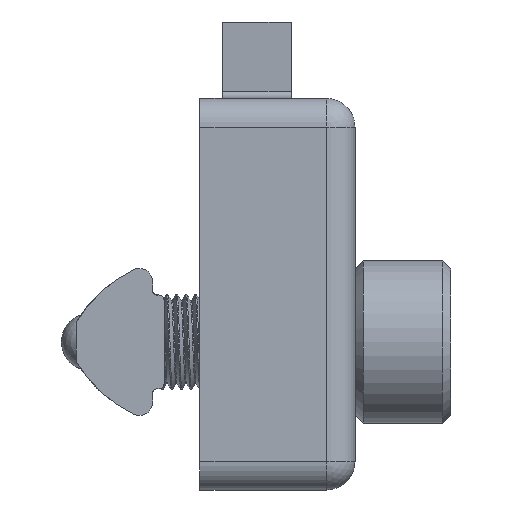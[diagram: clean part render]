
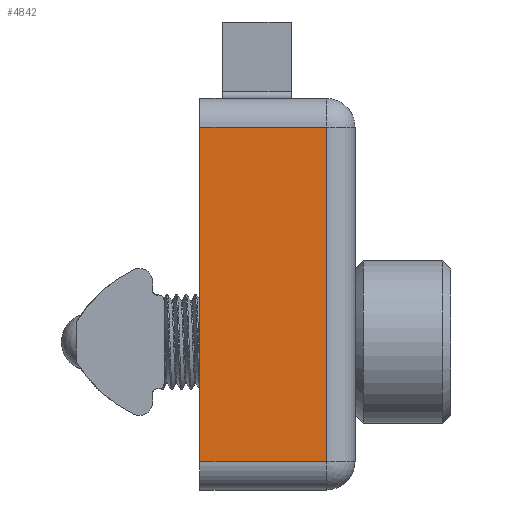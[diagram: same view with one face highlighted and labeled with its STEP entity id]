
A CAD part, front view. The second image highlights one B-rep face of the part: STEP entity #4842.
In plain terms, the highlighted planar face has unit normal (0, -1, 0).
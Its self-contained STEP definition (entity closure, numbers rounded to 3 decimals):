
#854=FACE_OUTER_BOUND('',#1132,.T.);
#1132=EDGE_LOOP('',(#4342,#4343,#4344,#4345));
#1481=LINE('',#16869,#1851);
#1500=LINE('',#17034,#1870);
#1501=LINE('',#17038,#1871);
#1502=LINE('',#17039,#1872);
#1851=VECTOR('',#6347,10.);
#1870=VECTOR('',#6420,10.);
#1871=VECTOR('',#6425,10.);
#1872=VECTOR('',#6426,10.);
#2323=VERTEX_POINT('',#16866);
#2324=VERTEX_POINT('',#16868);
#2343=VERTEX_POINT('',#17033);
#2344=VERTEX_POINT('',#17037);
#2980=EDGE_CURVE('',#2324,#2323,#1481,.F.);
#3016=EDGE_CURVE('',#2324,#2343,#1500,.T.);
#3018=EDGE_CURVE('',#2344,#2323,#1501,.T.);
#3019=EDGE_CURVE('',#2343,#2344,#1502,.T.);
#4342=ORIENTED_EDGE('',*,*,#3018,.F.);
#4343=ORIENTED_EDGE('',*,*,#3019,.F.);
#4344=ORIENTED_EDGE('',*,*,#3016,.F.);
#4345=ORIENTED_EDGE('',*,*,#2980,.T.);
#4599=PLANE('',#5335);
#4842=ADVANCED_FACE('',(#854),#4599,.F.);
#5335=AXIS2_PLACEMENT_3D('',#17036,#6423,#6424);
#6347=DIRECTION('',(0.,0.,1.));
#6420=DIRECTION('',(1.,0.,0.));
#6423=DIRECTION('center_axis',(0.,1.,0.));
#6424=DIRECTION('ref_axis',(0.,0.,-1.));
#6425=DIRECTION('',(-1.,0.,0.));
#6426=DIRECTION('',(0.,0.,-1.));
#16866=CARTESIAN_POINT('',(10.149,-17.969,-1.634));
#16868=CARTESIAN_POINT('',(10.149,-17.969,15.866));
#16869=CARTESIAN_POINT('',(10.149,-17.969,12.241));
#17033=CARTESIAN_POINT('',(16.769,-17.969,15.866));
#17034=CARTESIAN_POINT('',(19.449,-17.969,15.866));
#17036=CARTESIAN_POINT('Origin',(19.449,-17.969,17.366));
#17037=CARTESIAN_POINT('',(16.769,-17.969,-1.634));
#17038=CARTESIAN_POINT('',(19.449,-17.969,-1.634));
#17039=CARTESIAN_POINT('',(16.769,-17.969,12.241));
